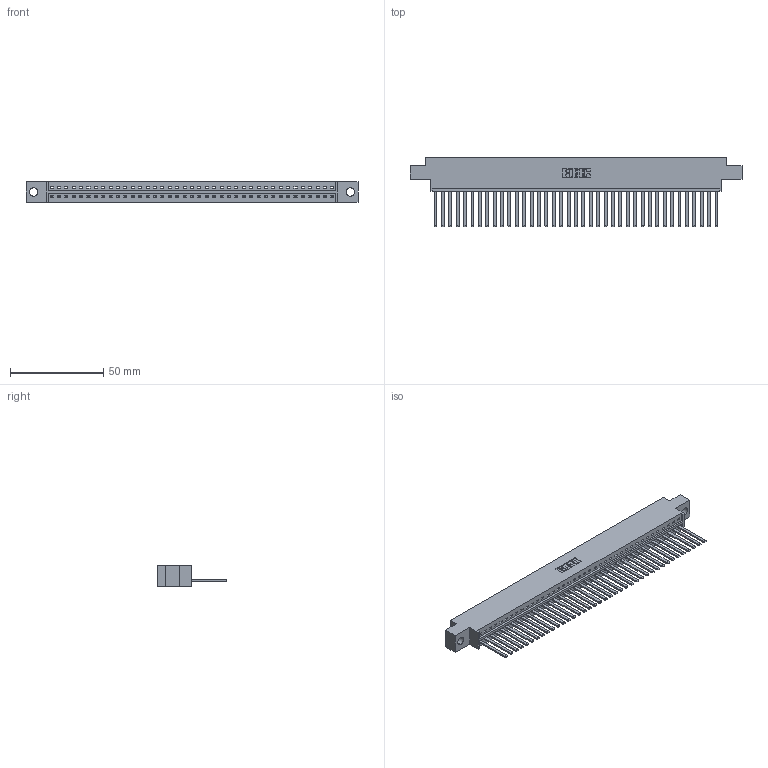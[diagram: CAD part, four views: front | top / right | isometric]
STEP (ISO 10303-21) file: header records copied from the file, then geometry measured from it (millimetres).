
FILE_DESCRIPTION (( 'STEP AP203' ), '1' );
FILE_NAME ('336-039-541-609.STEP', '2020-08-07T23:13:14', ( '' ), ( '' ), 'SwSTEP 2.0', 'SolidWorks 2020', '' );
FILE_SCHEMA (( 'CONFIG_CONTROL_DESIGN' ));
Length unit declared in the file: inch
Products named in the file (3): 336 Part_Offset - .178 Dia - TH; 336-290-001_336-290-541; 336-039-541-609
Assembly tree (40 placements, depth 2):
  336-039-541-609
    336 Part_Offset - .178 Dia - TH
    336-290-001_336-290-541  x39
Bounding box: 177.93 x 37.34 x 11.1 mm (x, y, z)
Volume: 25695.1 mm3; surface area: 27879.5 mm2
Topology: 40 solids, 40 shells, 2068 faces, 6329 edges, 4192 vertices
Faces by surface type: plane 1400, cylinder 668
Entity records: 29232 total; most frequent: CARTESIAN_POINT 5182, ORIENTED_EDGE 5058, DIRECTION 4271, EDGE_CURVE 2529, LINE 2397, VECTOR 2397, VERTEX_POINT 1684, AXIS2_PLACEMENT_3D 937
